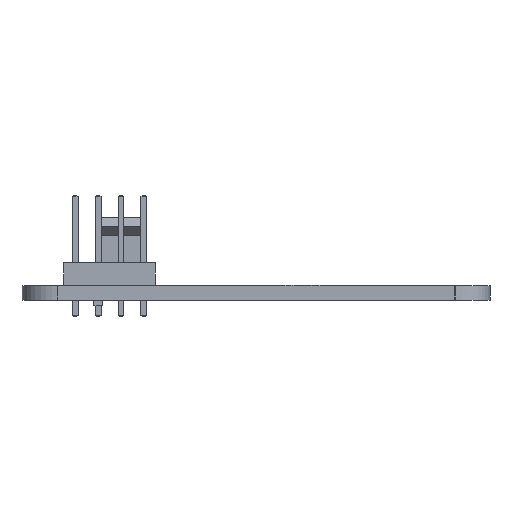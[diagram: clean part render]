
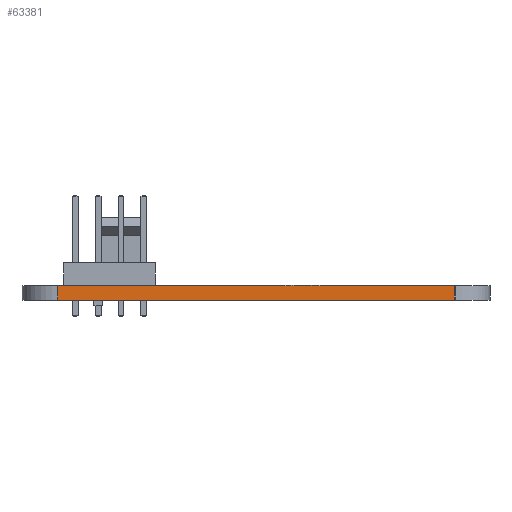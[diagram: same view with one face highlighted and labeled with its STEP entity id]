
A CAD part, left-side view. The second image highlights one B-rep face of the part: STEP entity #63381.
In plain terms, the highlighted planar face has unit normal (-1, 0, 0).
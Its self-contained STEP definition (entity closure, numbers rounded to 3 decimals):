
#62164 = VERTEX_POINT('',#62165);
#62165 = CARTESIAN_POINT('',(-36.,22.,0.));
#62172 = EDGE_CURVE('',#62173,#62164,#62175,.T.);
#62173 = VERTEX_POINT('',#62174);
#62174 = CARTESIAN_POINT('',(-36.,-22.,0.));
#62175 = LINE('',#62176,#62177);
#62176 = CARTESIAN_POINT('',(-36.,-22.,0.));
#62177 = VECTOR('',#62178,1.);
#62178 = DIRECTION('',(0.,1.,0.));
#62746 = VERTEX_POINT('',#62747);
#62747 = CARTESIAN_POINT('',(-36.,22.,1.6));
#62754 = EDGE_CURVE('',#62755,#62746,#62757,.T.);
#62755 = VERTEX_POINT('',#62756);
#62756 = CARTESIAN_POINT('',(-36.,-22.,1.6));
#62757 = LINE('',#62758,#62759);
#62758 = CARTESIAN_POINT('',(-36.,-22.,1.6));
#62759 = VECTOR('',#62760,1.);
#62760 = DIRECTION('',(0.,1.,0.));
#63351 = EDGE_CURVE('',#62164,#62746,#63352,.T.);
#63352 = LINE('',#63353,#63354);
#63353 = CARTESIAN_POINT('',(-36.,22.,0.));
#63354 = VECTOR('',#63355,1.);
#63355 = DIRECTION('',(0.,0.,1.));
#63381 = ADVANCED_FACE('',(#63382),#63393,.T.);
#63382 = FACE_BOUND('',#63383,.T.);
#63383 = EDGE_LOOP('',(#63384,#63390,#63391,#63392));
#63384 = ORIENTED_EDGE('',*,*,#63385,.T.);
#63385 = EDGE_CURVE('',#62173,#62755,#63386,.T.);
#63386 = LINE('',#63387,#63388);
#63387 = CARTESIAN_POINT('',(-36.,-22.,0.));
#63388 = VECTOR('',#63389,1.);
#63389 = DIRECTION('',(0.,0.,1.));
#63390 = ORIENTED_EDGE('',*,*,#62754,.T.);
#63391 = ORIENTED_EDGE('',*,*,#63351,.F.);
#63392 = ORIENTED_EDGE('',*,*,#62172,.F.);
#63393 = PLANE('',#63394);
#63394 = AXIS2_PLACEMENT_3D('',#63395,#63396,#63397);
#63395 = CARTESIAN_POINT('',(-36.,-22.,0.));
#63396 = DIRECTION('',(-1.,0.,0.));
#63397 = DIRECTION('',(0.,1.,0.));
